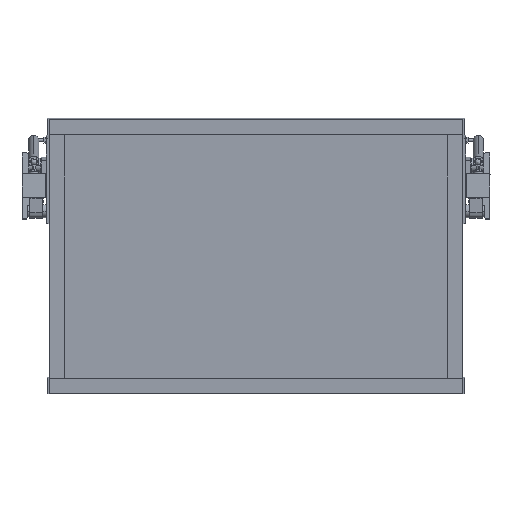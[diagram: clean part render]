
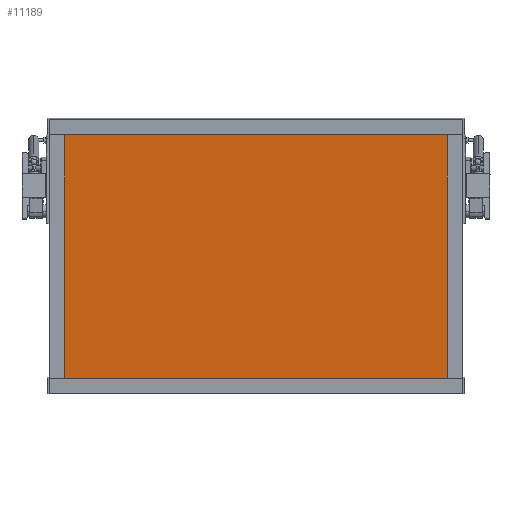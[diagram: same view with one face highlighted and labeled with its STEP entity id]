
A CAD part, top view. The second image highlights one B-rep face of the part: STEP entity #11189.
In plain terms, the highlighted planar face has unit normal (0, -0.087, 0.996).
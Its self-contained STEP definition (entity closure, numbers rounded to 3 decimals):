
#110 = VECTOR ( 'NONE', #1262, 1000. ) ;
#566 = VECTOR ( 'NONE', #4916, 1000. ) ;
#617 = EDGE_LOOP ( 'NONE', ( #8251, #9187, #1724, #2655 ) ) ;
#711 = VERTEX_POINT ( 'NONE', #3664 ) ;
#1011 = EDGE_CURVE ( 'NONE', #10915, #6235, #11213, .T. ) ;
#1262 = DIRECTION ( 'NONE',  ( 0., -0.996, -0.087 ) ) ;
#1724 = ORIENTED_EDGE ( 'NONE', *, *, #10605, .T. ) ;
#1935 = DIRECTION ( 'NONE',  ( 0., -0.087, 0.996 ) ) ;
#2562 = CARTESIAN_POINT ( 'NONE',  ( 450., 97.985, 128.49 ) ) ;
#2655 = ORIENTED_EDGE ( 'NONE', *, *, #3034, .T. ) ;
#2741 = VECTOR ( 'NONE', #3682, 1000. ) ;
#3034 = EDGE_CURVE ( 'NONE', #711, #10915, #6452, .T. ) ;
#3664 = CARTESIAN_POINT ( 'NONE',  ( 818., 97.985, 128.49 ) ) ;
#3682 = DIRECTION ( 'NONE',  ( 1., 0., 0. ) ) ;
#4490 = FACE_OUTER_BOUND ( 'NONE', #617, .T. ) ;
#4916 = DIRECTION ( 'NONE',  ( -1., 0., 0. ) ) ;
#5021 = DIRECTION ( 'NONE',  ( 0., -0.996, -0.087 ) ) ;
#6235 = VERTEX_POINT ( 'NONE', #8834 ) ;
#6452 = LINE ( 'NONE', #2562, #566 ) ;
#7056 = CARTESIAN_POINT ( 'NONE',  ( 82., 97.985, 128.49 ) ) ;
#7508 = CARTESIAN_POINT ( 'NONE',  ( 82., 97.985, 128.49 ) ) ;
#8186 = CARTESIAN_POINT ( 'NONE',  ( 818., -370.227, 87.527 ) ) ;
#8251 = ORIENTED_EDGE ( 'NONE', *, *, #1011, .T. ) ;
#8368 = EDGE_CURVE ( 'NONE', #6235, #10055, #10446, .T. ) ;
#8834 = CARTESIAN_POINT ( 'NONE',  ( 82., -370.227, 87.527 ) ) ;
#9187 = ORIENTED_EDGE ( 'NONE', *, *, #8368, .T. ) ;
#9348 = CARTESIAN_POINT ( 'NONE',  ( 818., -370.227, 87.527 ) ) ;
#10055 = VERTEX_POINT ( 'NONE', #9348 ) ;
#10204 = DIRECTION ( 'NONE',  ( 0., 0.996, 0.087 ) ) ;
#10358 = CARTESIAN_POINT ( 'NONE',  ( 450., -136.121, 108.009 ) ) ;
#10402 = LINE ( 'NONE', #8186, #12514 ) ;
#10446 = LINE ( 'NONE', #10884, #2741 ) ;
#10605 = EDGE_CURVE ( 'NONE', #10055, #711, #10402, .T. ) ;
#10884 = CARTESIAN_POINT ( 'NONE',  ( 450., -370.227, 87.527 ) ) ;
#10915 = VERTEX_POINT ( 'NONE', #7056 ) ;
#11189 = ADVANCED_FACE ( 'NONE', ( #4490 ), #13468, .T. ) ;
#11213 = LINE ( 'NONE', #7508, #110 ) ;
#12514 = VECTOR ( 'NONE', #10204, 1000. ) ;
#13299 = AXIS2_PLACEMENT_3D ( 'NONE', #10358, #1935, #5021 ) ;
#13468 = PLANE ( 'NONE',  #13299 ) ;
